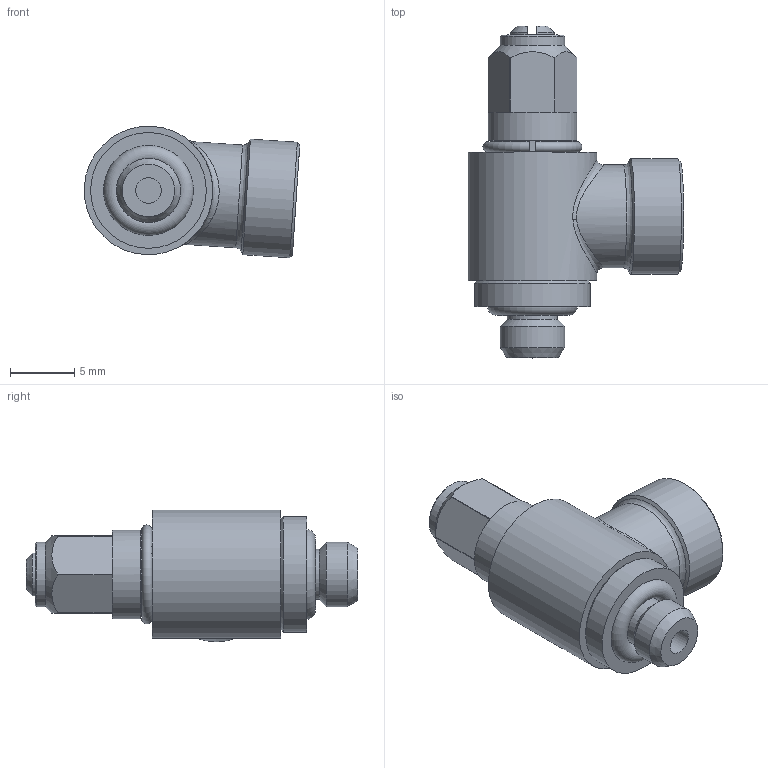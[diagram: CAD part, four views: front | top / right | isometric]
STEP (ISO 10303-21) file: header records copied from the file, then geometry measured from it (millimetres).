
FILE_DESCRIPTION((''),'2;1');
FILE_NAME('MV18M5M5RAB.stp','2022-08-09T10:25:26',('RL'),(''),'Autodesk Inventor 2012','Autodesk Inventor 2012','');
FILE_SCHEMA(('AUTOMOTIVE_DESIGN { 1 0 10303 214 1 1 1 1 }'));
Length unit declared in the file: millimetre
Products named in the file (1): MV18M5M5RAB
Bounding box: 16.75 x 25.8 x 10.22 mm (x, y, z)
Volume: 1555.5 mm3; surface area: 1216.8 mm2
Topology: 1 solids, 1 shells, 62 faces, 144 edges, 93 vertices
Faces by surface type: plane 29, cylinder 15, cone 12, torus 4, bspline 2
Full cylindrical faces by diameter (mm): 2 x1, 2.5 x1, 3.4 x1, 3.9 x1, 4 x1, 4.2 x1, 5 x2, 6.3 x1, 6.9 x1, 8 x1, 9 x2, 10 x1
Entity records: 2745 total; most frequent: CARTESIAN_POINT 1461, DIRECTION 268, ORIENTED_EDGE 220, AXIS2_PLACEMENT_3D 120, EDGE_CURVE 110, EDGE_LOOP 100, VERTEX_POINT 86, FACE_OUTER_BOUND 62
